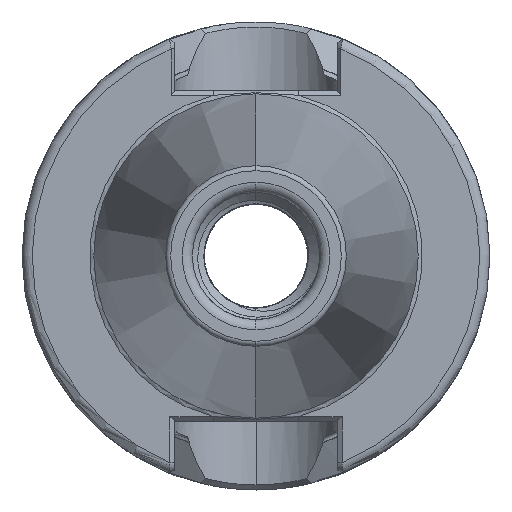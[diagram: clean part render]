
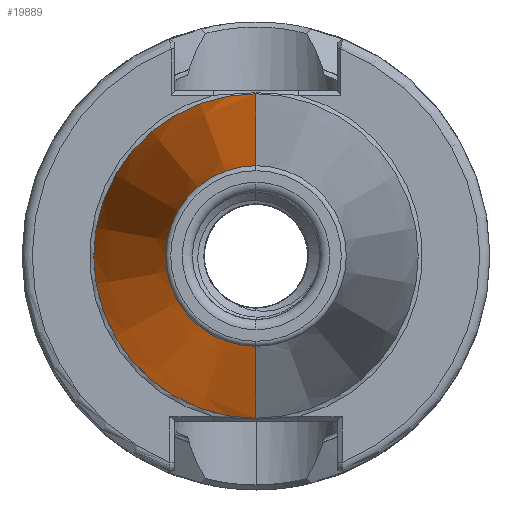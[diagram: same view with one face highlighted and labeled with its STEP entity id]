
A CAD part, left-side view. The second image highlights one B-rep face of the part: STEP entity #19889.
In plain terms, the highlighted conical face has half-angle 8.297 degrees and reference radius 15.948 mm.
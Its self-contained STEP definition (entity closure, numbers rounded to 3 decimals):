
#555 = EDGE_LOOP ( 'NONE', ( #21325, #21354, #21320, #20807 ) ) ;
#2096 = CONICAL_SURFACE ( 'NONE', #6735, 15.948, 0.145 ) ;
#2110 = FACE_OUTER_BOUND ( 'NONE', #555, .T. ) ;
#2728 = VECTOR ( 'NONE', #10977, 1000. ) ;
#2738 = LINE ( 'NONE', #10996, #2728 ) ;
#2806 = LINE ( 'NONE', #11531, #2811 ) ;
#2809 = CIRCLE ( 'NONE', #6714, 15.948 ) ;
#2811 = VECTOR ( 'NONE', #11538, 1000. ) ;
#2834 = CIRCLE ( 'NONE', #6709, 8.879 ) ;
#3632 = CARTESIAN_POINT ( 'NONE',  ( -1.5, 0., -15.948 ) ) ;
#3736 = CARTESIAN_POINT ( 'NONE',  ( -1.5, 0., 15.948 ) ) ;
#3900 = CARTESIAN_POINT ( 'NONE',  ( -49.972, 0., 8.879 ) ) ;
#3920 = CARTESIAN_POINT ( 'NONE',  ( -49.972, 0., -8.879 ) ) ;
#4284 = DIRECTION ( 'NONE',  ( 1., 0., 0. ) ) ;
#4317 = DIRECTION ( 'NONE',  ( 0., 0., -1. ) ) ;
#4319 = CARTESIAN_POINT ( 'NONE',  ( -1.5, 0., 0. ) ) ;
#6709 = AXIS2_PLACEMENT_3D ( 'NONE', #11548, #11566, #11562 ) ;
#6714 = AXIS2_PLACEMENT_3D ( 'NONE', #9731, #9715, #9721 ) ;
#6735 = AXIS2_PLACEMENT_3D ( 'NONE', #4319, #4284, #4317 ) ;
#6853 = EDGE_CURVE ( 'NONE', #8751, #8714, #2738, .T. ) ;
#6941 = EDGE_CURVE ( 'NONE', #8745, #8715, #2806, .T. ) ;
#6944 = EDGE_CURVE ( 'NONE', #8751, #8745, #2834, .T. ) ;
#6973 = EDGE_CURVE ( 'NONE', #8714, #8715, #2809, .T. ) ;
#8714 = VERTEX_POINT ( 'NONE', #3632 ) ;
#8715 = VERTEX_POINT ( 'NONE', #3736 ) ;
#8745 = VERTEX_POINT ( 'NONE', #3900 ) ;
#8751 = VERTEX_POINT ( 'NONE', #3920 ) ;
#9715 = DIRECTION ( 'NONE',  ( 1., 0., 0. ) ) ;
#9721 = DIRECTION ( 'NONE',  ( 0., 0., -1. ) ) ;
#9731 = CARTESIAN_POINT ( 'NONE',  ( -1.5, 0., 0. ) ) ;
#10977 = DIRECTION ( 'NONE',  ( 0.99, 0., -0.144 ) ) ;
#10996 = CARTESIAN_POINT ( 'NONE',  ( -1.5, 0., -15.948 ) ) ;
#11531 = CARTESIAN_POINT ( 'NONE',  ( -1.5, 0., 15.948 ) ) ;
#11538 = DIRECTION ( 'NONE',  ( 0.99, 0., 0.144 ) ) ;
#11548 = CARTESIAN_POINT ( 'NONE',  ( -49.972, 0., 0. ) ) ;
#11562 = DIRECTION ( 'NONE',  ( 0., 0., -1. ) ) ;
#11566 = DIRECTION ( 'NONE',  ( 1., 0., 0. ) ) ;
#19889 = ADVANCED_FACE ( 'NONE', ( #2110 ), #2096, .T. ) ;
#20807 = ORIENTED_EDGE ( 'NONE', *, *, #6853, .F. ) ;
#21320 = ORIENTED_EDGE ( 'NONE', *, *, #6973, .F. ) ;
#21325 = ORIENTED_EDGE ( 'NONE', *, *, #6944, .T. ) ;
#21354 = ORIENTED_EDGE ( 'NONE', *, *, #6941, .T. ) ;
